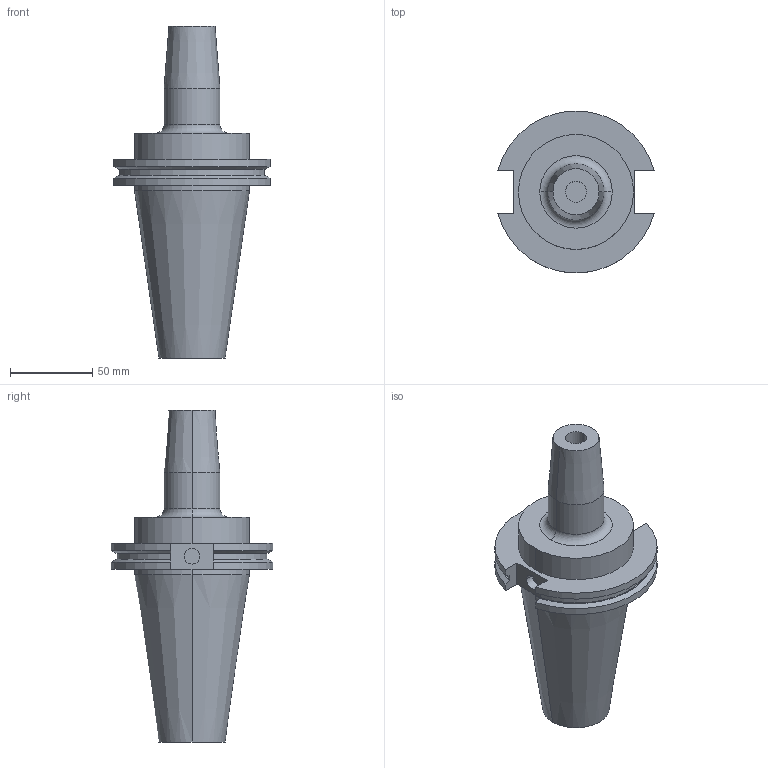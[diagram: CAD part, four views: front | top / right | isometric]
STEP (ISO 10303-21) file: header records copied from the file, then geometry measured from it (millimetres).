
FILE_DESCRIPTION (( 'STEP AP203' ), '1' );
FILE_NAME ('STP-29060.STEP', '2019-02-27T00:48:20', ( '' ), ( '' ), 'SwSTEP 2.0', 'SolidWorks 2017', '' );
FILE_SCHEMA (( 'CONFIG_CONTROL_DESIGN' ));
Length unit declared in the file: millimetre
Products named in the file (1): STP-29060
Bounding box: 94.95 x 98.05 x 201.6 mm (x, y, z)
Volume: 440958.6 mm3; surface area: 53443.9 mm2
Topology: 1 solids, 1 shells, 59 faces, 136 edges, 85 vertices
Faces by surface type: cylinder 24, plane 19, cone 14, torus 2
Entity records: 1751 total; most frequent: DIRECTION 308, CARTESIAN_POINT 303, ORIENTED_EDGE 268, EDGE_CURVE 134, AXIS2_PLACEMENT_3D 122, VERTEX_POINT 85, EDGE_LOOP 67, VECTOR 64
